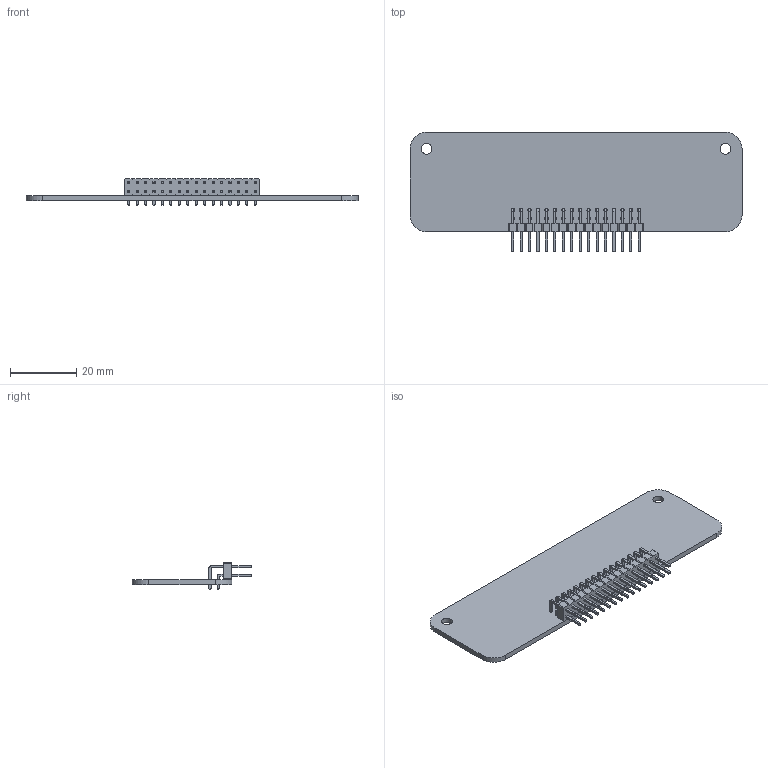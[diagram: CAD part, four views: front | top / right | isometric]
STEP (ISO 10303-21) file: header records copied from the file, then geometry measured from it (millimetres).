
FILE_DESCRIPTION(('KiCad electronic assembly'),'2;1');
FILE_NAME('nand7400-plaque.step','2021-09-15T11:04:22',('An Author'),( 'A Company'),'Open CASCADE STEP processor 7.5', 'KiCad to STEP converter','Unknown');
FILE_SCHEMA(('AUTOMOTIVE_DESIGN { 1 0 10303 214 1 1 1 1 }'));
Length unit declared in the file: millimetre
Products named in the file (4): Open CASCADE STEP translator 7.5 1; PinHeader_2x16_P2.54mm_Horizontal; SOLID; COMPOUND
Assembly tree (3 placements, depth 3):
  Open CASCADE STEP translator 7.5 1
    PinHeader_2x16_P2.54mm_Horizontal
      SOLID
    COMPOUND
Bounding box: 100 x 36.02 x 8.08 mm (x, y, z)
Volume: 5402.9 mm3; surface area: 8268.4 mm2
Topology: 2 solids, 2 shells, 816 faces, 1988 edges, 1240 vertices
Faces by surface type: plane 746, cylinder 70
Full cylindrical faces by diameter (mm): 1 x32, 3.2 x2
Entity records: 54672 total; most frequent: CARTESIAN_POINT 8024, DIRECTION 7744, LINE 5684, VECTOR 5684, ORIENTED_EDGE 3976, PCURVE 3976, DEFINITIONAL_REPRESENTATION 3976, EDGE_CURVE 1988
